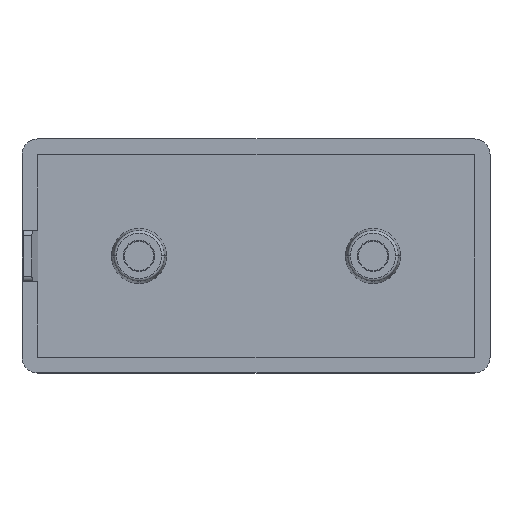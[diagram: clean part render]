
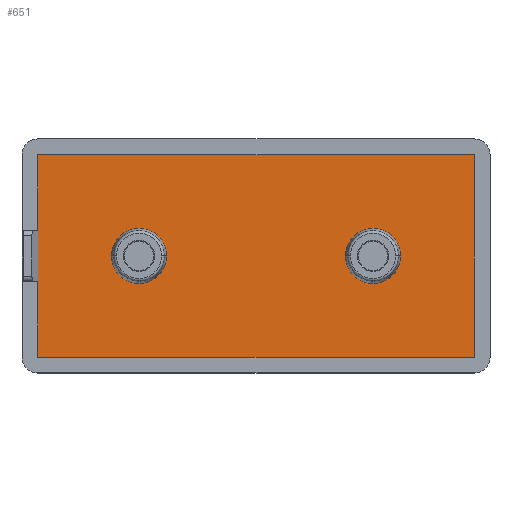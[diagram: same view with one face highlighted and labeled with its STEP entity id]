
A CAD part, top view. The second image highlights one B-rep face of the part: STEP entity #651.
In plain terms, the highlighted planar face has unit normal (0, 0, 1).
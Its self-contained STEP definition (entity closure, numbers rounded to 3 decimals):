
#18 = EDGE_CURVE ( 'NONE', #4113, #3905, #4170, .T. ) ;
#65 = EDGE_CURVE ( 'NONE', #3907, #4259, #2259, .T. ) ;
#214 = EDGE_CURVE ( 'NONE', #3704, #3771, #1887, .T. ) ;
#223 = EDGE_CURVE ( 'NONE', #4208, #4113, #2208, .T. ) ;
#236 = EDGE_CURVE ( 'NONE', #3764, #4208, #2073, .T. ) ;
#359 = EDGE_CURVE ( 'NONE', #4259, #3907, #3377, .T. ) ;
#384 = EDGE_CURVE ( 'NONE', #3905, #3764, #3458, .T. ) ;
#416 = CARTESIAN_POINT ( 'NONE',  ( -19.5, -19.5, 3. ) ) ;
#502 = DIRECTION ( 'NONE',  ( 1., 0., 0. ) ) ;
#503 = DIRECTION ( 'NONE',  ( 0., 0., 1. ) ) ;
#590 = DIRECTION ( 'NONE',  ( 1., 0., 0. ) ) ;
#601 = CARTESIAN_POINT ( 'NONE',  ( 0., 0., 3. ) ) ;
#651 = ADVANCED_FACE ( 'NONE', ( #3563, #3670, #3435 ), #3077, .T. ) ;
#948 = EDGE_LOOP ( 'NONE', ( #3918, #4381 ) ) ;
#1252 = EDGE_LOOP ( 'NONE', ( #4358, #4134, #3940, #3701 ) ) ;
#1316 = EDGE_LOOP ( 'NONE', ( #4244, #3721 ) ) ;
#1432 = CARTESIAN_POINT ( 'NONE',  ( 39.7, 0., 3. ) ) ;
#1436 = CARTESIAN_POINT ( 'NONE',  ( 45., 0., 3. ) ) ;
#1437 = DIRECTION ( 'NONE',  ( 0., 0., 1. ) ) ;
#1452 = DIRECTION ( 'NONE',  ( 1., 0., 0. ) ) ;
#1504 = CARTESIAN_POINT ( 'NONE',  ( -5.3, 0., 3. ) ) ;
#1506 = CARTESIAN_POINT ( 'NONE',  ( 64.5, -19.5, 3. ) ) ;
#1545 = CARTESIAN_POINT ( 'NONE',  ( 50.3, 0., 3. ) ) ;
#1552 = CARTESIAN_POINT ( 'NONE',  ( 64.5, 19.5, 3. ) ) ;
#1564 = CARTESIAN_POINT ( 'NONE',  ( -19.5, 19.5, 3. ) ) ;
#1606 = CARTESIAN_POINT ( 'NONE',  ( -19.5, -19.5, 3. ) ) ;
#1717 = CARTESIAN_POINT ( 'NONE',  ( 5.3, 0., 3. ) ) ;
#1887 = CIRCLE ( 'NONE', #2358, 5.3 ) ;
#1966 = VECTOR ( 'NONE', #4464, 1000. ) ;
#1999 = VECTOR ( 'NONE', #4869, 1000. ) ;
#2073 = LINE ( 'NONE', #4556, #1966 ) ;
#2208 = LINE ( 'NONE', #4842, #1999 ) ;
#2259 = CIRCLE ( 'NONE', #2326, 5.3 ) ;
#2326 = AXIS2_PLACEMENT_3D ( 'NONE', #601, #503, #502 ) ;
#2358 = AXIS2_PLACEMENT_3D ( 'NONE', #4561, #4601, #4461 ) ;
#2384 = AXIS2_PLACEMENT_3D ( 'NONE', #2665, #3323, #2972 ) ;
#2390 = EDGE_CURVE ( 'NONE', #3771, #3704, #3457, .T. ) ;
#2415 = AXIS2_PLACEMENT_3D ( 'NONE', #3245, #2810, #3125 ) ;
#2665 = CARTESIAN_POINT ( 'NONE',  ( -19.5, -19.5, 3. ) ) ;
#2806 = DIRECTION ( 'NONE',  ( 0., 1., 0. ) ) ;
#2810 = DIRECTION ( 'NONE',  ( 0., 0., 1. ) ) ;
#2951 = CARTESIAN_POINT ( 'NONE',  ( 64.5, 19.5, 3. ) ) ;
#2972 = DIRECTION ( 'NONE',  ( 1., 0., 0. ) ) ;
#3077 = PLANE ( 'NONE',  #2384 ) ;
#3125 = DIRECTION ( 'NONE',  ( 1., 0., 0. ) ) ;
#3245 = CARTESIAN_POINT ( 'NONE',  ( 0., 0., 3. ) ) ;
#3323 = DIRECTION ( 'NONE',  ( 0., 0., 1. ) ) ;
#3377 = CIRCLE ( 'NONE', #2415, 5.3 ) ;
#3435 = FACE_BOUND ( 'NONE', #948, .T. ) ;
#3457 = CIRCLE ( 'NONE', #4920, 5.3 ) ;
#3458 = LINE ( 'NONE', #2951, #3614 ) ;
#3563 = FACE_OUTER_BOUND ( 'NONE', #1252, .T. ) ;
#3614 = VECTOR ( 'NONE', #2806, 1000. ) ;
#3670 = FACE_BOUND ( 'NONE', #1316, .T. ) ;
#3701 = ORIENTED_EDGE ( 'NONE', *, *, #236, .T. ) ;
#3704 = VERTEX_POINT ( 'NONE', #1432 ) ;
#3721 = ORIENTED_EDGE ( 'NONE', *, *, #359, .F. ) ;
#3764 = VERTEX_POINT ( 'NONE', #1552 ) ;
#3771 = VERTEX_POINT ( 'NONE', #1545 ) ;
#3905 = VERTEX_POINT ( 'NONE', #1506 ) ;
#3907 = VERTEX_POINT ( 'NONE', #1504 ) ;
#3918 = ORIENTED_EDGE ( 'NONE', *, *, #214, .F. ) ;
#3940 = ORIENTED_EDGE ( 'NONE', *, *, #384, .T. ) ;
#4113 = VERTEX_POINT ( 'NONE', #1606 ) ;
#4134 = ORIENTED_EDGE ( 'NONE', *, *, #18, .T. ) ;
#4170 = LINE ( 'NONE', #416, #4282 ) ;
#4208 = VERTEX_POINT ( 'NONE', #1564 ) ;
#4244 = ORIENTED_EDGE ( 'NONE', *, *, #65, .F. ) ;
#4259 = VERTEX_POINT ( 'NONE', #1717 ) ;
#4282 = VECTOR ( 'NONE', #590, 1000. ) ;
#4358 = ORIENTED_EDGE ( 'NONE', *, *, #223, .T. ) ;
#4381 = ORIENTED_EDGE ( 'NONE', *, *, #2390, .F. ) ;
#4461 = DIRECTION ( 'NONE',  ( 1., 0., 0. ) ) ;
#4464 = DIRECTION ( 'NONE',  ( -1., 0., 0. ) ) ;
#4556 = CARTESIAN_POINT ( 'NONE',  ( -19.5, 19.5, 3. ) ) ;
#4561 = CARTESIAN_POINT ( 'NONE',  ( 45., 0., 3. ) ) ;
#4601 = DIRECTION ( 'NONE',  ( 0., 0., 1. ) ) ;
#4842 = CARTESIAN_POINT ( 'NONE',  ( -19.5, 19.5, 3. ) ) ;
#4869 = DIRECTION ( 'NONE',  ( 0., -1., 0. ) ) ;
#4920 = AXIS2_PLACEMENT_3D ( 'NONE', #1436, #1437, #1452 ) ;
